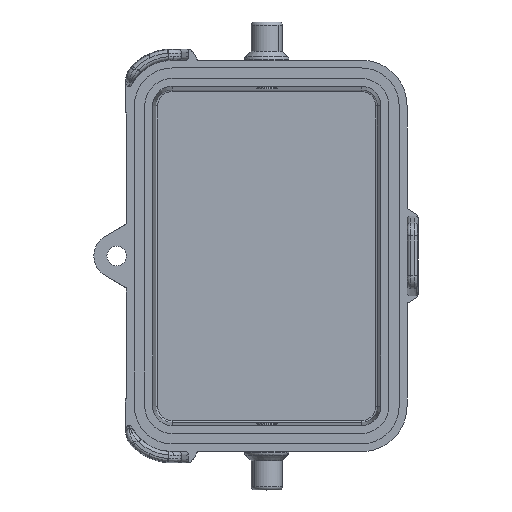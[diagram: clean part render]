
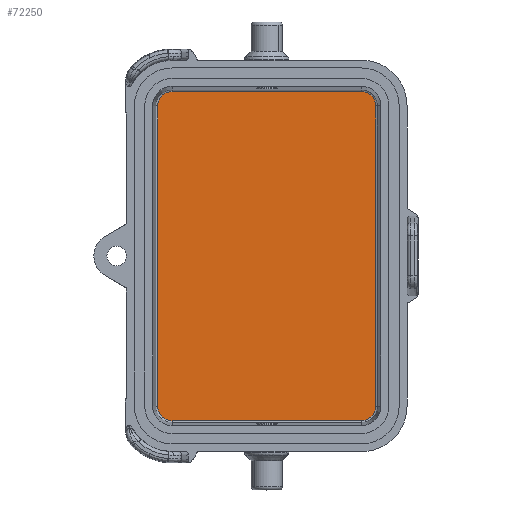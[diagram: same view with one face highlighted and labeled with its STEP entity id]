
A CAD part, top view. The second image highlights one B-rep face of the part: STEP entity #72250.
In plain terms, the highlighted planar face has unit normal (0, 0, 1).
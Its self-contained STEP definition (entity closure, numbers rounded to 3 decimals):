
#15680=CARTESIAN_POINT('',(-14.5,8.219,-9.5));
#15690=VERTEX_POINT('',#15680);
#15720=CARTESIAN_POINT('',(-14.5,6.001,-9.5));
#15730=DIRECTION('',(0.,0.,1.));
#15740=DIRECTION('',(-1.,0.,0.));
#15750=AXIS2_PLACEMENT_3D('',#15720,#15730,#15740);
#15760=CIRCLE('',#15750,2.217);
#15770=CARTESIAN_POINT('',(-16.717,6.001,
-9.5));
#15780=VERTEX_POINT('',#15770);
#15790=EDGE_CURVE('',#15690,#15780,#15760,.T.);
#34630=CARTESIAN_POINT('',(16.717,6.001,-9.5));
#34640=VERTEX_POINT('',#34630);
#34670=CARTESIAN_POINT('',(14.5,6.001,-9.5));
#34680=DIRECTION('',(0.,0.,-1.));
#34690=DIRECTION('',(1.,0.,0.));
#34700=AXIS2_PLACEMENT_3D('',#34670,#34680,#34690);
#34710=CIRCLE('',#34700,2.217);
#34720=CARTESIAN_POINT('',(14.5,8.219,-9.5));
#34730=VERTEX_POINT('',#34720);
#34740=EDGE_CURVE('',#34730,#34640,#34710,.T.);
#36410=CARTESIAN_POINT('',(-14.5,8.219,-9.5));
#36420=DIRECTION('',(1.,0.,0.));
#36430=VECTOR('',#36420,1.);
#36440=LINE('',#36410,#36430);
#36450=EDGE_CURVE('',#15690,#34730,#36440,.T.);
#52190=CARTESIAN_POINT('',(16.717,-39.999,-9.5));
#52200=VERTEX_POINT('',#52190);
#52250=CARTESIAN_POINT('',(16.717,-99.999,-9.5));
#52260=DIRECTION('',(0.,1.,0.));
#52270=VECTOR('',#52260,1.);
#52280=LINE('',#52250,#52270);
#52290=EDGE_CURVE('',#52200,#34640,#52280,.T.);
#70990=CARTESIAN_POINT('',(-14.5,-42.216,-9.5));
#71000=VERTEX_POINT('',#70990);
#71030=CARTESIAN_POINT('',(-14.5,-42.216,-9.5));
#71040=DIRECTION('',(1.,0.,0.));
#71050=VECTOR('',#71040,1.);
#71060=LINE('',#71030,#71050);
#71070=CARTESIAN_POINT('',(14.5,-42.216,-9.5));
#71080=VERTEX_POINT('',#71070);
#71090=EDGE_CURVE('',#71000,#71080,#71060,.T.);
#71350=CARTESIAN_POINT('',(14.5,-39.999,-9.5));
#71360=DIRECTION('',(0.,0.,1.));
#71370=DIRECTION('',(1.,0.,0.));
#71380=AXIS2_PLACEMENT_3D('',#71350,#71360,#71370);
#71390=CIRCLE('',#71380,2.217);
#71400=EDGE_CURVE('',#71080,#52200,#71390,.T.);
#71590=CARTESIAN_POINT('',(-16.717,6.001,-9.5));
#71600=DIRECTION('',(0.,-1.,0.));
#71610=VECTOR('',#71600,1.);
#71620=LINE('',#71590,#71610);
#71630=CARTESIAN_POINT('',(-16.717,-39.999,
-9.5));
#71640=VERTEX_POINT('',#71630);
#71650=EDGE_CURVE('',#15780,#71640,#71620,.T.);
#71920=CARTESIAN_POINT('',(-14.5,-39.999,-9.5));
#71930=DIRECTION('',(0.,0.,-1.));
#71940=DIRECTION('',(-1.,0.,0.));
#71950=AXIS2_PLACEMENT_3D('',#71920,#71930,#71940);
#71960=CIRCLE('',#71950,2.217);
#71970=EDGE_CURVE('',#71000,#71640,#71960,.T.);
#72100=CARTESIAN_POINT('',(18.389,26.742,
-9.5));
#72110=DIRECTION('',(0.,0.,-1.));
#72120=DIRECTION('',(1.,0.,0.));
#72130=AXIS2_PLACEMENT_3D('',#72100,#72110,#72120);
#72140=PLANE('',#72130);
#72150=ORIENTED_EDGE('',*,*,#15790,.T.);
#72160=ORIENTED_EDGE('',*,*,#36450,.F.);
#72170=ORIENTED_EDGE('',*,*,#34740,.F.);
#72180=ORIENTED_EDGE('',*,*,#52290,.T.);
#72190=ORIENTED_EDGE('',*,*,#71400,.T.);
#72200=ORIENTED_EDGE('',*,*,#71090,.T.);
#72210=ORIENTED_EDGE('',*,*,#71970,.F.);
#72220=ORIENTED_EDGE('',*,*,#71650,.T.);
#72230=EDGE_LOOP('',(#72220,#72210,#72200,#72190,#72180,#72170,#72160,
#72150));
#72240=FACE_OUTER_BOUND('',#72230,.T.);
#72250=ADVANCED_FACE('',(#72240),#72140,.F.);
